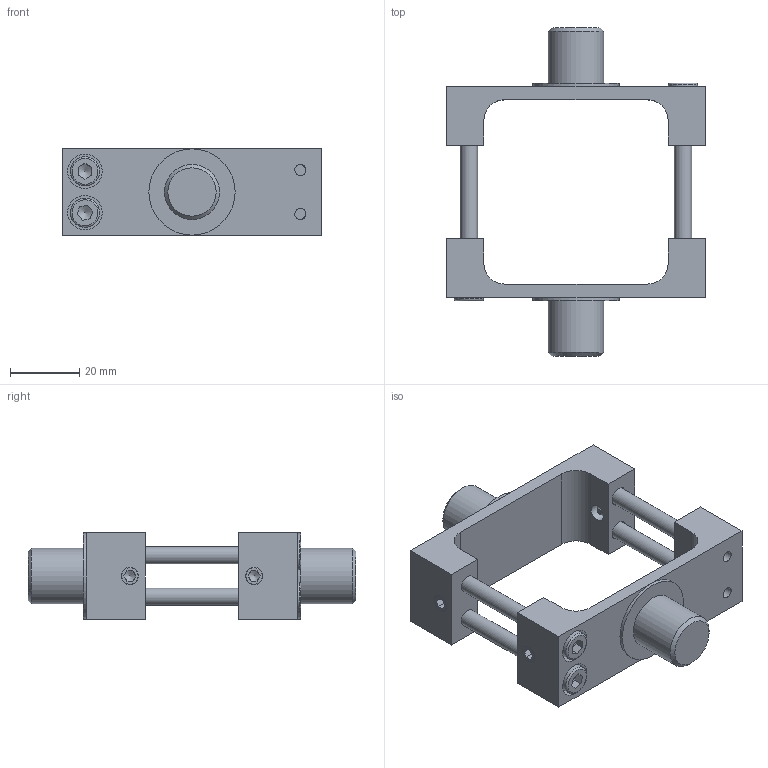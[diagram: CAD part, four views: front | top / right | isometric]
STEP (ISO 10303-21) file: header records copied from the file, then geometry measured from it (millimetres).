
FILE_DESCRIPTION(/* description */ (''),/* implementation_level */ '2;1');
FILE_NAME(/* name */ 'CAD_69149.stp',/* time_stamp */ '2016-06-09T14:39:56+02:00',/* author */ ('Hypex'),/* organization */ ('Hypex'),/* preprocessor_version */ 'ST-DEVELOPER v16.1',/* originating_system */ 'Autodesk Inventor 2016',/* authorisation */ '');
FILE_SCHEMA (('AUTOMOTIVE_DESIGN { 1 0 10303 214 3 1 1 }'));
Length unit declared in the file: millimetre
Products named in the file (1): CAD_69149
Bounding box: 75 x 95 x 25 mm (x, y, z)
Volume: 37771.4 mm3; surface area: 19363.9 mm2
Topology: 1 solids, 1 shells, 164 faces, 386 edges, 252 vertices
Faces by surface type: plane 98, cylinder 36, cone 22, torus 8
Full cylindrical faces by diameter (mm): 3.242 x4, 4.959 x8, 5 x4, 5.5 x4, 8.5 x4, 10 x4, 16 x2, 25 x2
Entity records: 4346 total; most frequent: CARTESIAN_POINT 837, DIRECTION 674, ORIENTED_EDGE 600, EDGE_CURVE 300, AXIS2_PLACEMENT_3D 261, EDGE_LOOP 256, VERTEX_POINT 224, STYLED_ITEM 165
